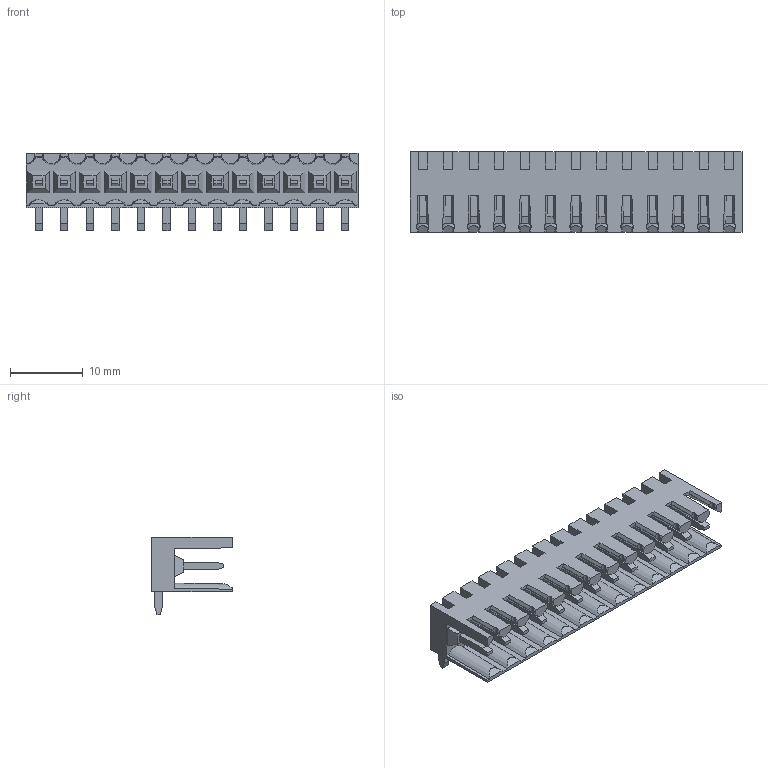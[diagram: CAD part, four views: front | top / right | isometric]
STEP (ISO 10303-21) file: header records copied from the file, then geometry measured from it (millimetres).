
FILE_DESCRIPTION(('CATIA V5 STEP Exchange','CAx-IF Rec.Pracs.--- Model Styling and Organization---1.2---2011-12-15'),'2;1');
FILE_NAME ('D1453056_0_1597320000_1597320000.stp','2018-10-10T05:06:19+00:00',('none'),('Weidmueller'),'CATIA Version 5-6 Release 2014','CATIA V5 STEP AP214','none');
FILE_SCHEMA(('AUTOMOTIVE_DESIGN { 1 0 10303 214 1 1 1 1 }'));
Length unit declared in the file: millimetre
Products named in the file (1): 1597320000
Bounding box: 45.5 x 11.05 x 10.65 mm (x, y, z)
Volume: 1643.8 mm3; surface area: 3932.5 mm2
Topology: 14 solids, 14 shells, 803 faces, 2369 edges, 1594 vertices
Faces by surface type: plane 660, cylinder 104, cone 39
Entity records: 24923 total; most frequent: CARTESIAN_POINT 5753, ORIENTED_EDGE 4738, DIRECTION 2782, EDGE_CURVE 2369, VECTOR 1678, LINE 1678, VERTEX_POINT 1594, EDGE_LOOP 829
